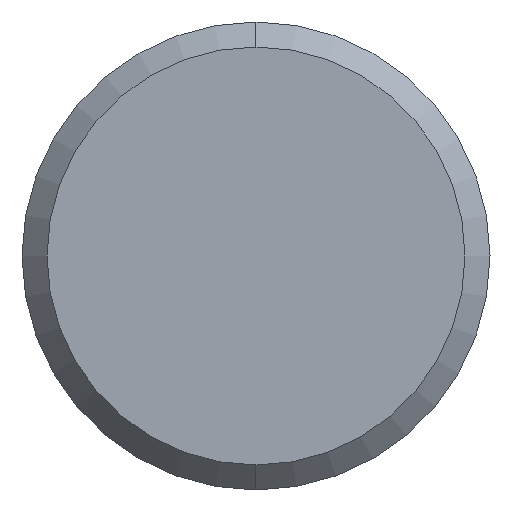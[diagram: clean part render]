
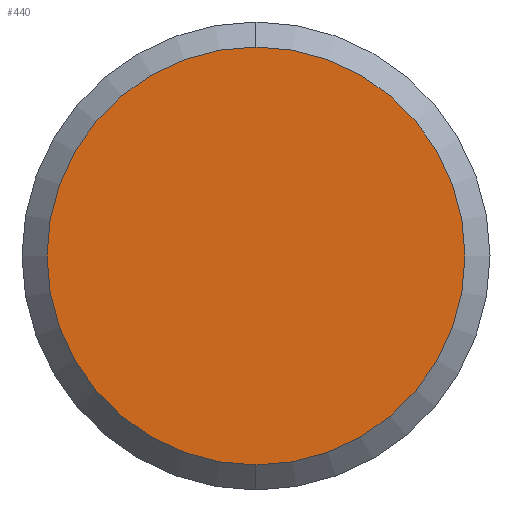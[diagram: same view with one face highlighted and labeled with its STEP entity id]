
A CAD part, left-side view. The second image highlights one B-rep face of the part: STEP entity #440.
In plain terms, the highlighted planar face has unit normal (-1, 0, 0).
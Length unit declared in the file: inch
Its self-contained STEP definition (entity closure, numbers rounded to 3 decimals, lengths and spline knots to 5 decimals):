
#90 = FACE_OUTER_BOUND ( 'NONE', #662, .T. ) ;
#94 = CIRCLE ( 'NONE', #710, 0.0836 ) ;
#95 = DIRECTION ( 'NONE',  ( 0., 0., 1. ) ) ;
#99 = DIRECTION ( 'NONE',  ( 1., 0., 0. ) ) ;
#140 = DIRECTION ( 'NONE',  ( 0., 0., 1. ) ) ;
#159 = CARTESIAN_POINT ( 'NONE',  ( 0., 0., 0.0836 ) ) ;
#219 = DIRECTION ( 'NONE',  ( -1., 0., 0. ) ) ;
#253 = ORIENTED_EDGE ( 'NONE', *, *, #383, .T. ) ;
#262 = PLANE ( 'NONE',  #480 ) ;
#296 = AXIS2_PLACEMENT_3D ( 'NONE', #513, #219, #95 ) ;
#379 = ORIENTED_EDGE ( 'NONE', *, *, #458, .T. ) ;
#383 = EDGE_CURVE ( 'NONE', #449, #437, #94, .T. ) ;
#413 = CIRCLE ( 'NONE', #296, 0.0836 ) ;
#437 = VERTEX_POINT ( 'NONE', #451 ) ;
#440 = ADVANCED_FACE ( 'NONE', ( #90 ), #262, .F. ) ;
#449 = VERTEX_POINT ( 'NONE', #159 ) ;
#451 = CARTESIAN_POINT ( 'NONE',  ( 0., 0., -0.0836 ) ) ;
#458 = EDGE_CURVE ( 'NONE', #437, #449, #413, .T. ) ;
#480 = AXIS2_PLACEMENT_3D ( 'NONE', #741, #99, #682 ) ;
#492 = CARTESIAN_POINT ( 'NONE',  ( 0., 0., 0. ) ) ;
#513 = CARTESIAN_POINT ( 'NONE',  ( 0., 0., 0. ) ) ;
#662 = EDGE_LOOP ( 'NONE', ( #379, #253 ) ) ;
#682 = DIRECTION ( 'NONE',  ( 0., 0., -1. ) ) ;
#710 = AXIS2_PLACEMENT_3D ( 'NONE', #492, #723, #140 ) ;
#723 = DIRECTION ( 'NONE',  ( -1., 0., 0. ) ) ;
#741 = CARTESIAN_POINT ( 'NONE',  ( 0., 0., 0. ) ) ;
